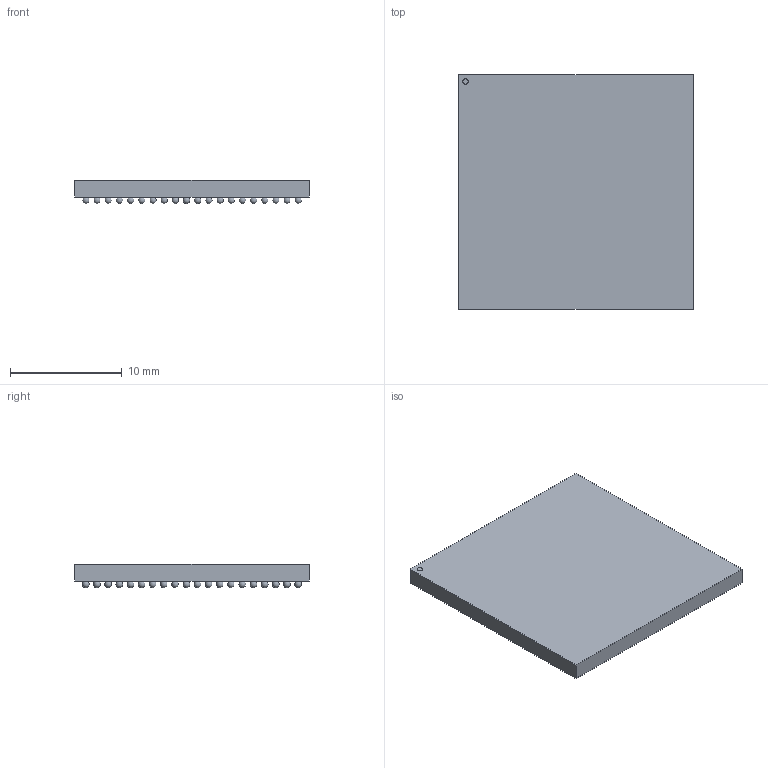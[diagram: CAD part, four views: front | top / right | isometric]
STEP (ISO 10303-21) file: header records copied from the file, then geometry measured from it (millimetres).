
FILE_DESCRIPTION(/* description */ ('model of BGA-400_20x20_21.0x21.0mm_Pitch1.0mm'),/* implementation_level */ '2;1');
FILE_NAME(/* name */ 'BGA-400_20x20_21.0x21.0mm_Pitch1.0mm.step',/* time_stamp */ '2017-04-01T23:08:25',/* author */ ('kicad StepUp','ksu'),/* organization */ ('FreeCAD'),/* preprocessor_version */ 'OCC',/* originating_system */ 'kicad StepUp',/* authorisation */ '');
FILE_SCHEMA(('AUTOMOTIVE_DESIGN_CC2 { 1 2 10303 214 -1 1 5 4 }'));
Length unit declared in the file: millimetre
Products named in the file (1): BGA-400_20x20_21.0x21.0mm_Pitch1.0mm
Bounding box: 21 x 21 x 2.1 mm (x, y, z)
Volume: 670.3 mm3; surface area: 1094.7 mm2
Topology: 1 solids, 1 shells, 84 faces, 243 edges, 162 vertices
Faces by surface type: sphere 76, plane 7, cylinder 1
Full cylindrical faces by diameter (mm): 0.5 x1
Entity records: 3083 total; most frequent: DIRECTION 491, CARTESIAN_POINT 414, ORIENTED_EDGE 334, AXIS2_PLACEMENT_3D 239, EDGE_CURVE 167, VERTEX_POINT 162, FACE_BOUND 161, EDGE_LOOP 161
